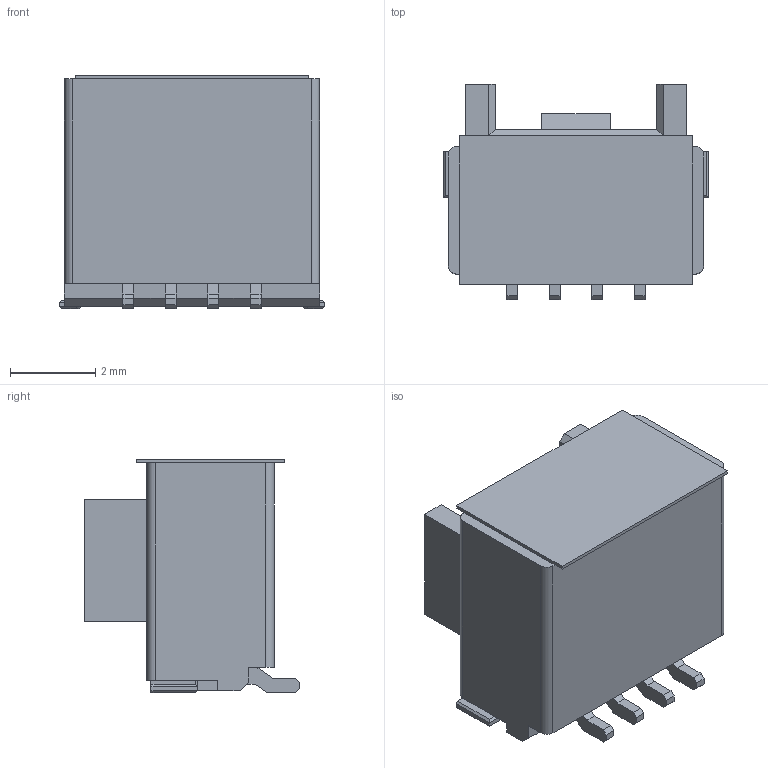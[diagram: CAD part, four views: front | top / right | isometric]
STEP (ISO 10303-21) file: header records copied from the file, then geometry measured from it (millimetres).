
FILE_DESCRIPTION((''),'2;1');
FILE_NAME('2035600403','2021-04-23T',('gga'),(''),'PRO/ENGINEER BY PARAMETRIC TECHNOLOGY CORPORATION, 2016010','PRO/ENGINEER BY PARAMETRIC TECHNOLOGY CORPORATION, 2016010','');
FILE_SCHEMA(('CONFIG_CONTROL_DESIGN'));
Length unit declared in the file: millimetre
Products named in the file (1): 2035600403
Bounding box: 6.24 x 5.07 x 5.5 mm (x, y, z)
Volume: 64 mm3; surface area: 266.3 mm2
Topology: 2 solids, 2 shells, 168 faces, 477 edges, 320 vertices
Faces by surface type: plane 160, cylinder 6, cone 2
Entity records: 5342 total; most frequent: CARTESIAN_POINT 942, ORIENTED_EDGE 906, DIRECTION 829, VECTOR 463, LINE 463, EDGE_CURVE 453, VERTEX_POINT 296, AXIS2_PLACEMENT_3D 183
